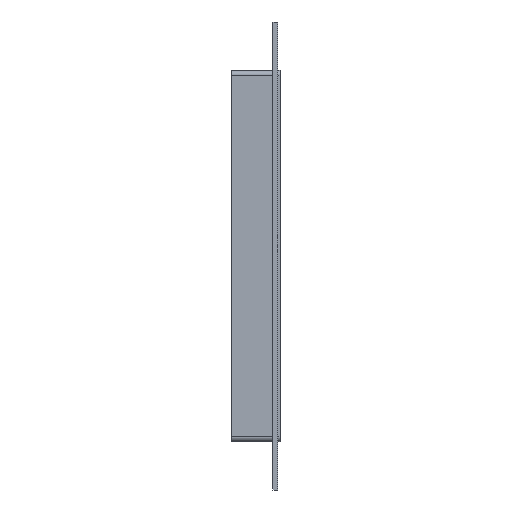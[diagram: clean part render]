
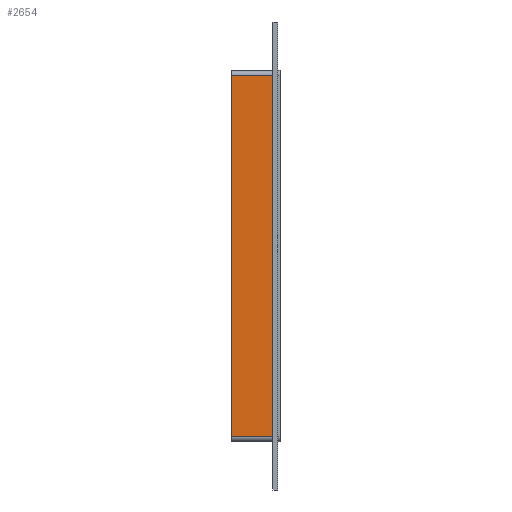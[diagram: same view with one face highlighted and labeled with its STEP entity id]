
A CAD part, left-side view. The second image highlights one B-rep face of the part: STEP entity #2654.
In plain terms, the highlighted planar face has unit normal (-1, 0, 0).
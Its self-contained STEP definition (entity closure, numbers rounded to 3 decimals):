
#1473=CARTESIAN_POINT('',(-262.0,57.0,-224.));
#1474=VERTEX_POINT('',#1473);
#1482=CARTESIAN_POINT('',(-262.0,57.0,224.0));
#1483=VERTEX_POINT('',#1482);
#1484=CARTESIAN_POINT('',(-262.0,57.0,-224.));
#1485=DIRECTION('',(0.0,0.0,1.0));
#1486=VECTOR('',#1485,448.);
#1487=LINE('',#1484,#1486);
#1488=EDGE_CURVE('',#1474,#1483,#1487,.T.);
#2081=CARTESIAN_POINT('',(-262.0,6.,-224.));
#2082=VERTEX_POINT('',#2081);
#2132=CARTESIAN_POINT('',(-262.0,6.,224.0));
#2133=VERTEX_POINT('',#2132);
#2141=CARTESIAN_POINT('',(-262.0,6.,-224.));
#2142=DIRECTION('',(0.0,0.0,1.0));
#2143=VECTOR('',#2142,448.);
#2144=LINE('',#2141,#2143);
#2145=EDGE_CURVE('',#2082,#2133,#2144,.T.);
#2627=CARTESIAN_POINT('',(-262.0,6.,-224.));
#2628=DIRECTION('',(0.0,1.0,0.0));
#2629=VECTOR('',#2628,51.0);
#2630=LINE('',#2627,#2629);
#2631=EDGE_CURVE('',#2082,#1474,#2630,.T.);
#2638=CARTESIAN_POINT('',(-262.0,0.0,-230.));
#2639=DIRECTION('',(-1.0,0.0,0.0));
#2640=DIRECTION('',(0.0,0.0,1.0));
#2641=AXIS2_PLACEMENT_3D('',#2638,#2639,#2640);
#2642=PLANE('',#2641);
#2643=ORIENTED_EDGE('',*,*,#2145,.T.);
#2644=CARTESIAN_POINT('',(-262.0,57.0,224.0));
#2645=DIRECTION('',(0.0,-1.0,0.0));
#2646=VECTOR('',#2645,51.0);
#2647=LINE('',#2644,#2646);
#2648=EDGE_CURVE('',#1483,#2133,#2647,.T.);
#2649=ORIENTED_EDGE('',*,*,#2648,.F.);
#2650=ORIENTED_EDGE('',*,*,#1488,.F.);
#2651=ORIENTED_EDGE('',*,*,#2631,.F.);
#2652=EDGE_LOOP('',(#2643,#2649,#2650,#2651));
#2653=FACE_OUTER_BOUND('',#2652,.T.);
#2654=ADVANCED_FACE('',(#2653),#2642,.T.);
